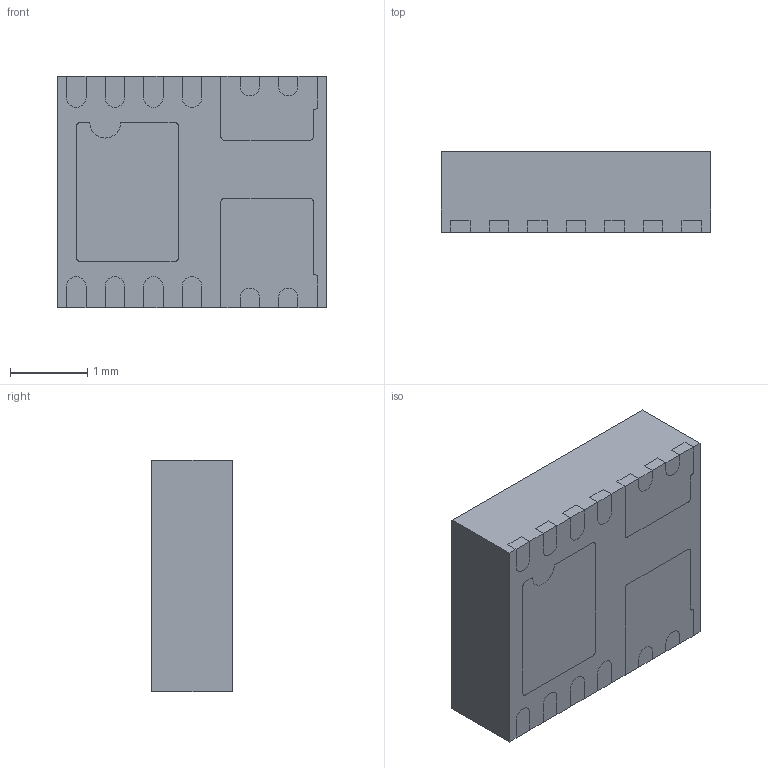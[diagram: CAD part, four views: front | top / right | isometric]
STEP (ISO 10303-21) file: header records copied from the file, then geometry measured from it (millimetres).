
FILE_DESCRIPTION (( 'STEP AP214' ), '1' );
FILE_NAME ('61E37A72-C98A-4B9C-84EA-2DCEB94522FA.STEP', '2023-10-21T14:59:28', ( '' ), ( '' ), 'SwSTEP 2.0', 'SolidWorks 2022', '' );
FILE_SCHEMA (( 'AUTOMOTIVE_DESIGN' ));
Length unit declared in the file: inch
Products named in the file (1): 61E37A72-C98A-4B9C-84EA-2DCEB94522FA
Bounding box: 3.5 x 1.05 x 3 mm (x, y, z)
Surface area: 35 mm2 (no closed solid volume)
Topology: 0 solids, 12 shells, 47 faces, 329 edges, 286 vertices
Faces by surface type: plane 36, cylinder 9, cone 2
Entity records: 3727 total; most frequent: CARTESIAN_POINT 663, DIRECTION 513, ORIENTED_EDGE 385, EDGE_CURVE 329, VERTEX_POINT 286, LINE 241, VECTOR 241, AXIS2_PLACEMENT_3D 136
